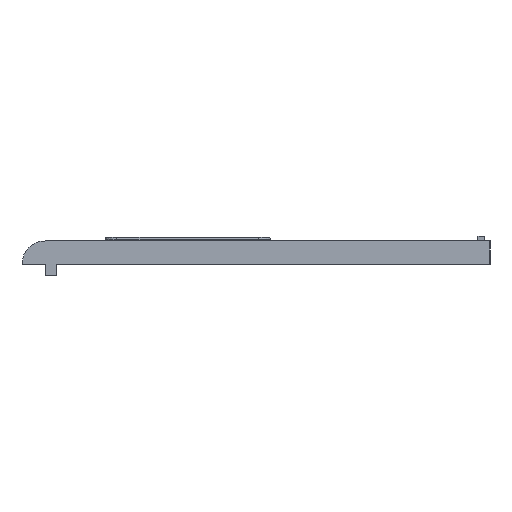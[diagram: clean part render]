
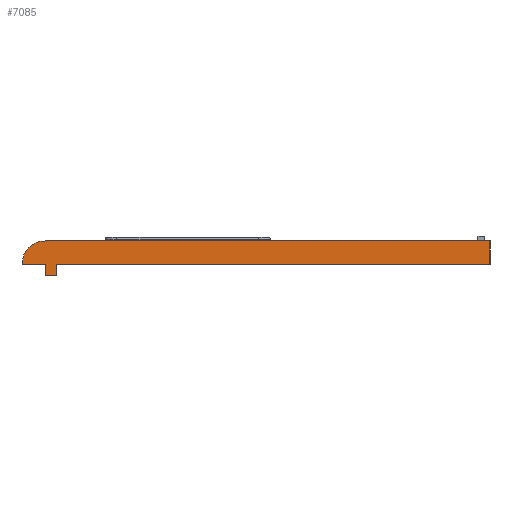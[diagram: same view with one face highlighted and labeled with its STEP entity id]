
A CAD part, left-side view. The second image highlights one B-rep face of the part: STEP entity #7085.
In plain terms, the highlighted planar face has unit normal (-1, 0, 0).
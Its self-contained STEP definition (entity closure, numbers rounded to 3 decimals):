
#1665 = CARTESIAN_POINT ( 'NONE',  ( 126.203, 113.169, 1. ) ) ;
#1666 = DIRECTION ( 'NONE',  ( 0., -1., 0. ) ) ;
#1667 = VECTOR ( 'NONE', #1666, 1000. ) ;
#1668 = CARTESIAN_POINT ( 'NONE',  ( 126.203, 0., 1. ) ) ;
#1669 = LINE ( 'NONE', #1668, #1667 ) ;
#1722 = FACE_OUTER_BOUND ( 'NONE', #7069, .T. ) ;
#1771 = DIRECTION ( 'NONE',  ( 0., 0., -1. ) ) ;
#1783 = DIRECTION ( 'NONE',  ( 1., 0., 0. ) ) ;
#1784 = AXIS2_PLACEMENT_3D ( 'NONE', #1785, #1783, #1771 ) ;
#1785 = CARTESIAN_POINT ( 'NONE',  ( 126.203, 0., 1. ) ) ;
#1786 = PLANE ( 'NONE',  #1784 ) ;
#1893 = DIRECTION ( 'NONE',  ( 0., 0., -1. ) ) ;
#1915 = CARTESIAN_POINT ( 'NONE',  ( 126.203, 132.352, 1. ) ) ;
#1961 = DIRECTION ( 'NONE',  ( 1., 0., 0. ) ) ;
#1962 = CARTESIAN_POINT ( 'NONE',  ( 126.203, 132.352, 0. ) ) ;
#1963 = AXIS2_PLACEMENT_3D ( 'NONE', #1962, #1961, #1893 ) ;
#1964 = CIRCLE ( 'NONE', #1963, 1. ) ;
#3258 = DIRECTION ( 'NONE',  ( 0., 1., 0. ) ) ;
#3259 = VECTOR ( 'NONE', #3258, 1000. ) ;
#3261 = CARTESIAN_POINT ( 'NONE',  ( 126.203, 132.352, -0.5 ) ) ;
#3263 = LINE ( 'NONE', #3261, #3259 ) ;
#3276 = CARTESIAN_POINT ( 'NONE',  ( 126.203, 131.852, -0.5 ) ) ;
#3277 = DIRECTION ( 'NONE',  ( 0., 0., 1. ) ) ;
#3278 = VECTOR ( 'NONE', #3277, 1000. ) ;
#3279 = CARTESIAN_POINT ( 'NONE',  ( 126.203, 132.352, -0.5 ) ) ;
#3280 = LINE ( 'NONE', #3279, #3278 ) ;
#3282 = DIRECTION ( 'NONE',  ( 0., 0., 1. ) ) ;
#3283 = VECTOR ( 'NONE', #3282, 1000. ) ;
#3285 = CARTESIAN_POINT ( 'NONE',  ( 126.203, 113.169, 1. ) ) ;
#3299 = LINE ( 'NONE', #3285, #3283 ) ;
#3304 = DIRECTION ( 'NONE',  ( 0., 0., 1. ) ) ;
#3306 = VECTOR ( 'NONE', #3304, 1000. ) ;
#3309 = CARTESIAN_POINT ( 'NONE',  ( 126.203, 131.852, -0.5 ) ) ;
#3311 = LINE ( 'NONE', #3309, #3306 ) ;
#3823 = CARTESIAN_POINT ( 'NONE',  ( 126.203, 132.352, -0.5 ) ) ;
#5611 = DIRECTION ( 'NONE',  ( 0., -1., 0. ) ) ;
#5612 = VECTOR ( 'NONE', #5611, 1000. ) ;
#5644 = CARTESIAN_POINT ( 'NONE',  ( 126.203, 0., 0. ) ) ;
#5645 = LINE ( 'NONE', #5644, #5612 ) ;
#5780 = CARTESIAN_POINT ( 'NONE',  ( 126.203, 133.352, 0. ) ) ;
#5781 = DIRECTION ( 'NONE',  ( 0., -1., 0. ) ) ;
#5782 = VECTOR ( 'NONE', #5781, 1000. ) ;
#5783 = CARTESIAN_POINT ( 'NONE',  ( 126.203, 0., 0. ) ) ;
#5784 = LINE ( 'NONE', #5783, #5782 ) ;
#5786 = CARTESIAN_POINT ( 'NONE',  ( 126.203, 132.352, 0. ) ) ;
#5886 = CARTESIAN_POINT ( 'NONE',  ( 126.203, 131.852, 0. ) ) ;
#6242 = CARTESIAN_POINT ( 'NONE',  ( 126.203, 113.169, 0. ) ) ;
#7067 = EDGE_CURVE ( 'NONE', #7165, #7068, #1669, .T. ) ;
#7068 = VERTEX_POINT ( 'NONE', #1665 ) ;
#7069 = EDGE_LOOP ( 'NONE', ( #7447, #7441, #7442, #7493, #7448, #7494, #7500, #7727 ) ) ;
#7085 = ADVANCED_FACE ( 'NONE', ( #1722 ), #1786, .F. ) ;
#7128 = EDGE_CURVE ( 'NONE', #8436, #7165, #1964, .T. ) ;
#7165 = VERTEX_POINT ( 'NONE', #1915 ) ;
#7441 = ORIENTED_EDGE ( 'NONE', *, *, #8435, .T. ) ;
#7442 = ORIENTED_EDGE ( 'NONE', *, *, #7495, .F. ) ;
#7447 = ORIENTED_EDGE ( 'NONE', *, *, #7128, .F. ) ;
#7448 = ORIENTED_EDGE ( 'NONE', *, *, #7491, .T. ) ;
#7491 = EDGE_CURVE ( 'NONE', #7501, #8458, #3311, .T. ) ;
#7492 = EDGE_CURVE ( 'NONE', #8547, #7068, #3299, .T. ) ;
#7493 = ORIENTED_EDGE ( 'NONE', *, *, #7502, .F. ) ;
#7494 = ORIENTED_EDGE ( 'NONE', *, *, #8365, .T. ) ;
#7495 = EDGE_CURVE ( 'NONE', #7556, #8432, #3280, .T. ) ;
#7500 = ORIENTED_EDGE ( 'NONE', *, *, #7492, .T. ) ;
#7501 = VERTEX_POINT ( 'NONE', #3276 ) ;
#7502 = EDGE_CURVE ( 'NONE', #7501, #7556, #3263, .T. ) ;
#7556 = VERTEX_POINT ( 'NONE', #3823 ) ;
#7727 = ORIENTED_EDGE ( 'NONE', *, *, #7067, .F. ) ;
#8365 = EDGE_CURVE ( 'NONE', #8458, #8547, #5645, .T. ) ;
#8432 = VERTEX_POINT ( 'NONE', #5786 ) ;
#8435 = EDGE_CURVE ( 'NONE', #8436, #8432, #5784, .T. ) ;
#8436 = VERTEX_POINT ( 'NONE', #5780 ) ;
#8458 = VERTEX_POINT ( 'NONE', #5886 ) ;
#8547 = VERTEX_POINT ( 'NONE', #6242 ) ;
